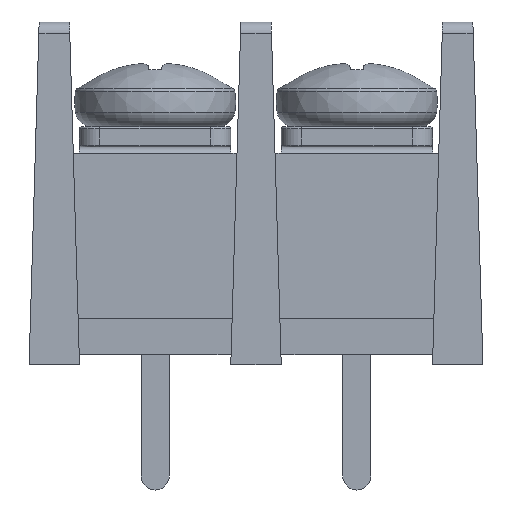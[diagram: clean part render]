
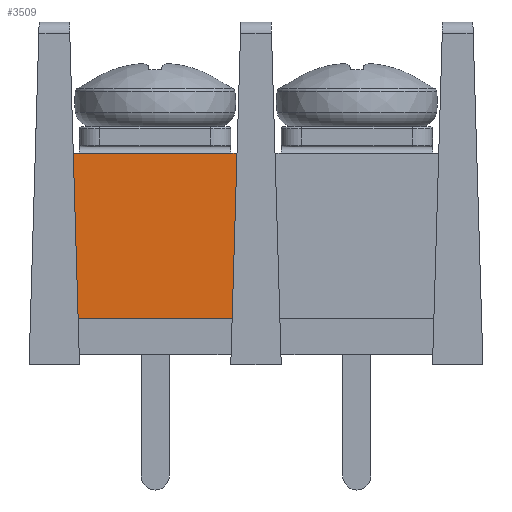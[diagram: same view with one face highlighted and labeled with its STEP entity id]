
A CAD part, front view. The second image highlights one B-rep face of the part: STEP entity #3509.
In plain terms, the highlighted planar face has unit normal (0, -1, 0).
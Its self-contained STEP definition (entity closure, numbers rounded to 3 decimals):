
#440=FACE_OUTER_BOUND('',#641,.T.);
#641=EDGE_LOOP('',(#2613,#2614,#2615,#2616));
#925=LINE('',#6240,#1243);
#929=LINE('',#6249,#1247);
#930=LINE('',#6251,#1248);
#931=LINE('',#6252,#1249);
#1243=VECTOR('',#4219,10.);
#1247=VECTOR('',#4227,10.);
#1248=VECTOR('',#4228,10.);
#1249=VECTOR('',#4229,10.);
#1551=VERTEX_POINT('',#6234);
#1553=VERTEX_POINT('',#6238);
#1556=VERTEX_POINT('',#6248);
#1557=VERTEX_POINT('',#6250);
#1958=EDGE_CURVE('',#1553,#1551,#925,.T.);
#1962=EDGE_CURVE('',#1551,#1556,#929,.T.);
#1963=EDGE_CURVE('',#1557,#1553,#930,.T.);
#1964=EDGE_CURVE('',#1557,#1556,#931,.T.);
#2613=ORIENTED_EDGE('',*,*,#1962,.F.);
#2614=ORIENTED_EDGE('',*,*,#1958,.F.);
#2615=ORIENTED_EDGE('',*,*,#1963,.F.);
#2616=ORIENTED_EDGE('',*,*,#1964,.T.);
#3371=PLANE('',#3734);
#3509=ADVANCED_FACE('',(#440),#3371,.T.);
#3734=AXIS2_PLACEMENT_3D('',#6247,#4225,#4226);
#4219=DIRECTION('',(1.,0.,0.));
#4225=DIRECTION('center_axis',(0.,-1.,0.));
#4226=DIRECTION('ref_axis',(0.,0.,-1.));
#4227=DIRECTION('',(-0.029,0.,-1.));
#4228=DIRECTION('',(-0.029,0.,1.));
#4229=DIRECTION('',(1.,0.,0.));
#6234=CARTESIAN_POINT('',(4.059,-5.65,10.5));
#6238=CARTESIAN_POINT('',(-4.059,-5.65,10.5));
#6240=CARTESIAN_POINT('',(-5.,-5.65,10.5));
#6247=CARTESIAN_POINT('Origin',(-5.,-5.65,10.5));
#6248=CARTESIAN_POINT('',(3.818,-5.65,2.3));
#6249=CARTESIAN_POINT('',(3.9,-5.65,5.117));
#6250=CARTESIAN_POINT('',(-3.818,-5.65,2.3));
#6251=CARTESIAN_POINT('',(-4.155,-5.65,13.764));
#6252=CARTESIAN_POINT('',(-5.,-5.65,2.3));
